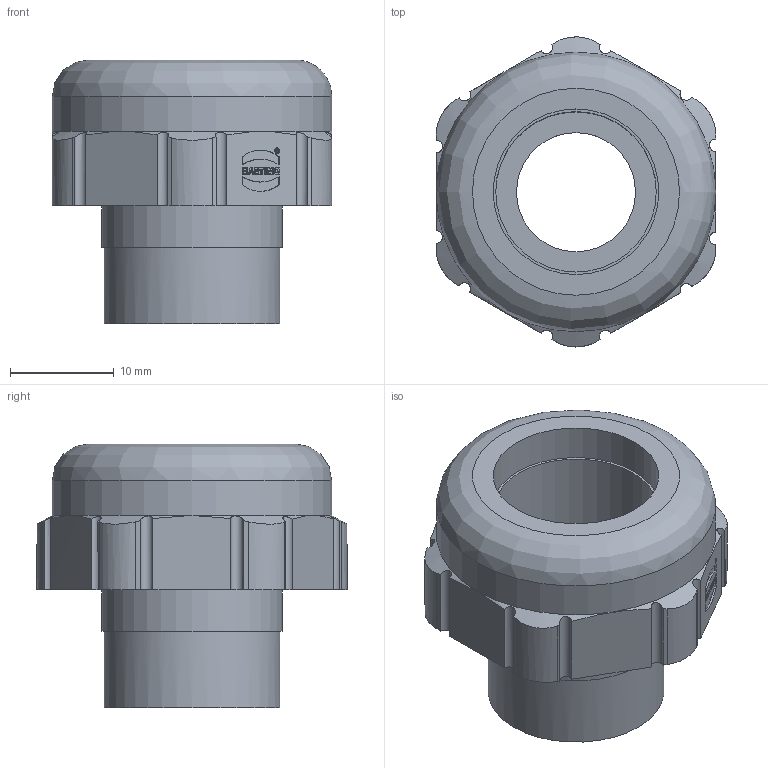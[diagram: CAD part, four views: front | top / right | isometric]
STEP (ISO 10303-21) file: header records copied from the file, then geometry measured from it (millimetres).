
FILE_DESCRIPTION(/* description */ (''),/* implementation_level */ '2;1');
FILE_NAME(/* name */ '100861524ugm000_a.stp',/* time_stamp */ '2019-11-19T07:31:10+01:00',/* author */ (''),/* organization */ (''),/* preprocessor_version */ 'ST-DEVELOPER v16.7',/* originating_system */ 'SIEMENS PLM Software NX 12.0',/* authorisation */ '');
FILE_SCHEMA (('AUTOMOTIVE_DESIGN { 1 0 10303 214 3 1 1 1 }'));
Length unit declared in the file: millimetre
Products named in the file (1): 100861524ugm000_a
Bounding box: 27.01 x 29.96 x 25.5 mm (x, y, z)
Volume: 5592.9 mm3; surface area: 4516.5 mm2
Topology: 1 solids, 1 shells, 154 faces, 599 edges, 553 vertices
Faces by surface type: plane 114, cylinder 35, cone 2, extrusion 2, bspline 1
Full cylindrical faces by diameter (mm): 0.455 x1, 0.538 x1, 11.5 x1, 15.5 x1, 16 x1, 17 x1, 17.4 x1, 21.16 x1, 27 x1
Entity records: 7171 total; most frequent: CARTESIAN_POINT 1699, ORIENTED_EDGE 1002, DIRECTION 886, EDGE_CURVE 501, VERTEX_POINT 379, VECTOR 338, LINE 336, AXIS2_PLACEMENT_3D 274
